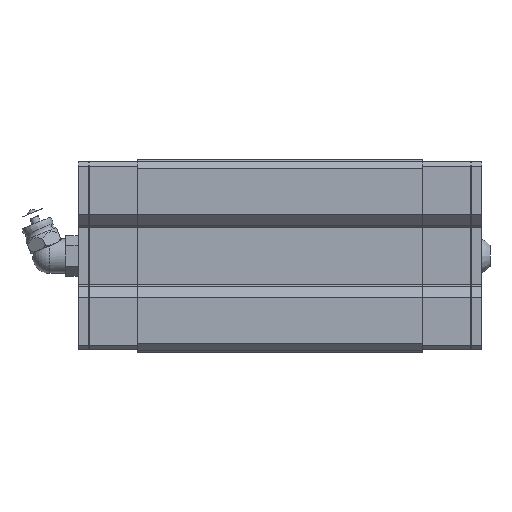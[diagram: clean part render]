
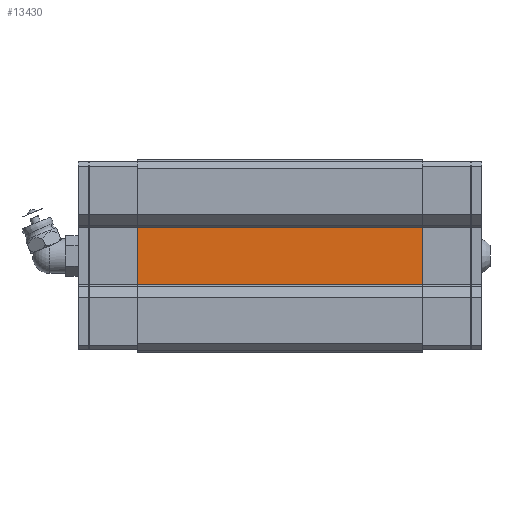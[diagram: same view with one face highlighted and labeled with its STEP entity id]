
A CAD part, front view. The second image highlights one B-rep face of the part: STEP entity #13430.
In plain terms, the highlighted planar face has unit normal (0, -1, 0).
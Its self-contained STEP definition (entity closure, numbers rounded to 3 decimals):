
#344=PLANE('',#14485);
#1028=FACE_OUTER_BOUND('',#1764,.T.);
#1764=EDGE_LOOP('',(#10808,#10809,#10810,#10811));
#3304=LINE('',#20768,#4740);
#3377=LINE('',#20949,#4813);
#3398=LINE('',#20993,#4834);
#3399=LINE('',#20995,#4835);
#4740=VECTOR('',#16807,10.);
#4813=VECTOR('',#16932,10.);
#4834=VECTOR('',#16989,87.2);
#4835=VECTOR('',#16992,87.2);
#6125=VERTEX_POINT('',#20765);
#6126=VERTEX_POINT('',#20767);
#6207=VERTEX_POINT('',#20946);
#6208=VERTEX_POINT('',#20948);
#7752=EDGE_CURVE('',#6125,#6126,#3304,.T.);
#7845=EDGE_CURVE('',#6207,#6208,#3377,.T.);
#7868=EDGE_CURVE('',#6126,#6207,#3398,.T.);
#7869=EDGE_CURVE('',#6125,#6208,#3399,.T.);
#10808=ORIENTED_EDGE('',*,*,#7845,.F.);
#10809=ORIENTED_EDGE('',*,*,#7868,.F.);
#10810=ORIENTED_EDGE('',*,*,#7752,.F.);
#10811=ORIENTED_EDGE('',*,*,#7869,.T.);
#13430=ADVANCED_FACE('',(#1028),#344,.F.);
#14485=AXIS2_PLACEMENT_3D('',#20994,#16990,#16991);
#16807=DIRECTION('',(-1.,0.,0.));
#16932=DIRECTION('',(1.,0.,0.));
#16989=DIRECTION('',(0.,0.,1.));
#16990=DIRECTION('center_axis',(0.,1.,0.));
#16991=DIRECTION('ref_axis',(-1.,0.,0.));
#16992=DIRECTION('',(0.,0.,1.));
#20765=CARTESIAN_POINT('',(7.231,0.,-32.6));
#20767=CARTESIAN_POINT('',(-7.231,0.,-32.6));
#20768=CARTESIAN_POINT('',(-3.615,0.,-32.6));
#20946=CARTESIAN_POINT('',(-7.231,0.,32.6));
#20948=CARTESIAN_POINT('',(7.231,0.,32.6));
#20949=CARTESIAN_POINT('',(-3.615,0.,32.6));
#20993=CARTESIAN_POINT('',(-7.231,0.,-46.1));
#20994=CARTESIAN_POINT('Origin',(7.231,0.,
-46.1));
#20995=CARTESIAN_POINT('',(7.231,0.,-46.1));
